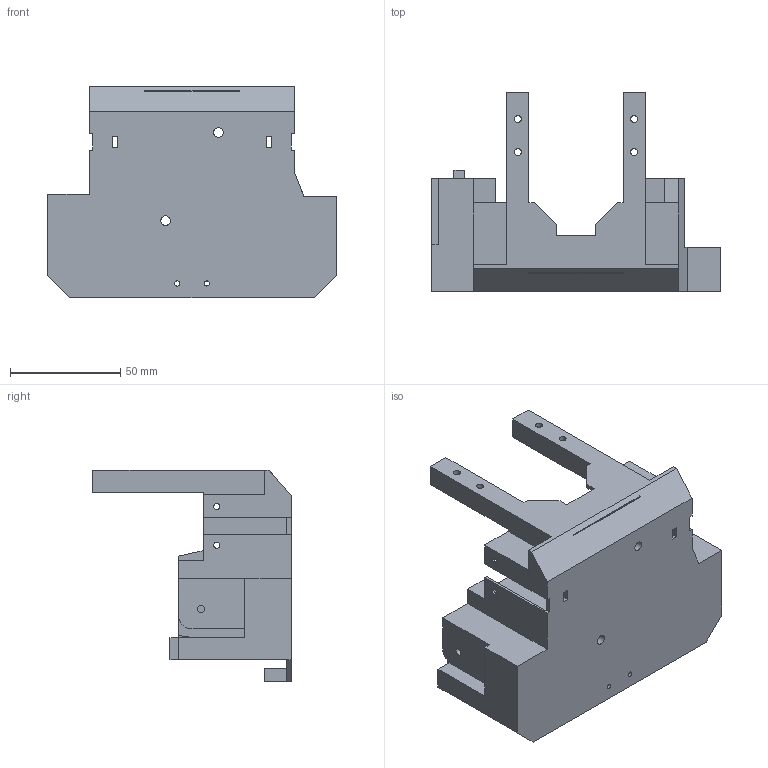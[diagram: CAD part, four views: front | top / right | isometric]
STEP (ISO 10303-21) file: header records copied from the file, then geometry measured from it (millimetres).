
FILE_DESCRIPTION(/* description */ (''),/* implementation_level */ '2;1');
FILE_NAME(/* name */ 'MainBracing.step',/* time_stamp */ '2023-03-14T16:47:38+01:00',/* author */ (''),/* organization */ (''),/* preprocessor_version */ 'ST-DEVELOPER v19.2',/* originating_system */ 'Autodesk Translation Framework v11.17.0.187',/* authorisation */ '');
FILE_SCHEMA (('AUTOMOTIVE_DESIGN { 1 0 10303 214 3 1 1 }'));
Length unit declared in the file: millimetre
Products named in the file (1): MainBracing
Bounding box: 131 x 90 x 96 mm (x, y, z)
Volume: 109761.9 mm3; surface area: 63891.4 mm2
Topology: 1 solids, 1 shells, 258 faces, 691 edges, 454 vertices
Faces by surface type: plane 216, cylinder 42
Full cylindrical faces by diameter (mm): 2.3 x1, 2.4 x1, 2.8 x8, 3.1 x3, 3.2 x21, 3.3 x1, 4.3 x2
Entity records: 8068 total; most frequent: CARTESIAN_POINT 1404, ORIENTED_EDGE 1382, DIRECTION 1293, EDGE_CURVE 691, LINE 607, VECTOR 607, VERTEX_POINT 454, AXIS2_PLACEMENT_3D 343
